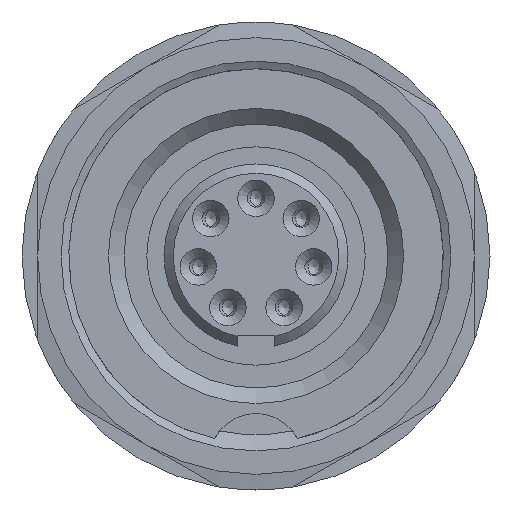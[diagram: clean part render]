
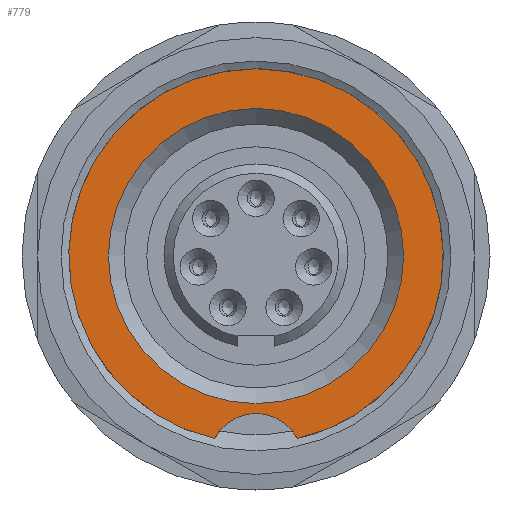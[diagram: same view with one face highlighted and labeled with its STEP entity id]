
A CAD part, left-side view. The second image highlights one B-rep face of the part: STEP entity #779.
In plain terms, the highlighted planar face has unit normal (-1, 0, 0).
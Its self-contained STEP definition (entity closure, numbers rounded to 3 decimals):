
#574=PLANE('',#4594);
#779=ADVANCED_FACE('',(#1032,#1033),#574,.T.);
#1032=FACE_BOUND('',#1351,.T.);
#1033=FACE_BOUND('',#1352,.T.);
#1351=EDGE_LOOP('',(#2820,#2821));
#1352=EDGE_LOOP('',(#2822));
#2820=ORIENTED_EDGE('',*,*,#3935,.F.);
#2821=ORIENTED_EDGE('',*,*,#3936,.F.);
#2822=ORIENTED_EDGE('',*,*,#3933,.T.);
#3409=VERTEX_POINT('',#7715);
#3410=VERTEX_POINT('',#7720);
#3411=VERTEX_POINT('',#7721);
#3933=EDGE_CURVE('',#3409,#3409,#4197,.T.);
#3935=EDGE_CURVE('',#3410,#3411,#4199,.T.);
#3936=EDGE_CURVE('',#3411,#3410,#4200,.T.);
#4197=CIRCLE('',#4588,4.73);
#4199=CIRCLE('',#4592,1.5);
#4200=CIRCLE('',#4593,6.);
#4588=AXIS2_PLACEMENT_3D('',#7714,#5603,#5604);
#4592=AXIS2_PLACEMENT_3D('',#7719,#5611,#5612);
#4593=AXIS2_PLACEMENT_3D('',#7722,#5613,#5614);
#4594=AXIS2_PLACEMENT_3D('',#7723,#5615,#5616);
#5603=DIRECTION('',(1.,0.,0.));
#5604=DIRECTION('',(0.,1.,0.));
#5611=DIRECTION('',(-1.,0.,0.));
#5612=DIRECTION('',(0.,1.,0.));
#5613=DIRECTION('',(1.,0.,0.));
#5614=DIRECTION('',(0.,-1.,0.));
#5615=DIRECTION('',(-1.,0.,0.));
#5616=DIRECTION('',(0.,1.,0.));
#7714=CARTESIAN_POINT('',(0.3,0.,0.));
#7715=CARTESIAN_POINT('',(0.3,4.73,0.));
#7719=CARTESIAN_POINT('',(0.3,0.,-6.55));
#7720=CARTESIAN_POINT('',(0.3,-1.327,-5.851));
#7721=CARTESIAN_POINT('',(0.3,1.327,-5.851));
#7722=CARTESIAN_POINT('',(0.3,0.,0.));
#7723=CARTESIAN_POINT('',(0.3,0.,0.));
